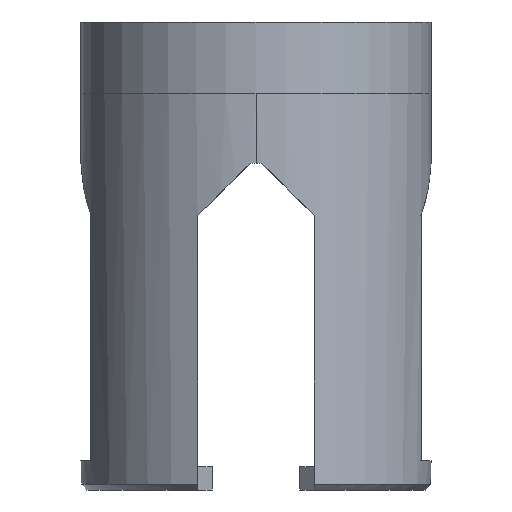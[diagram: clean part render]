
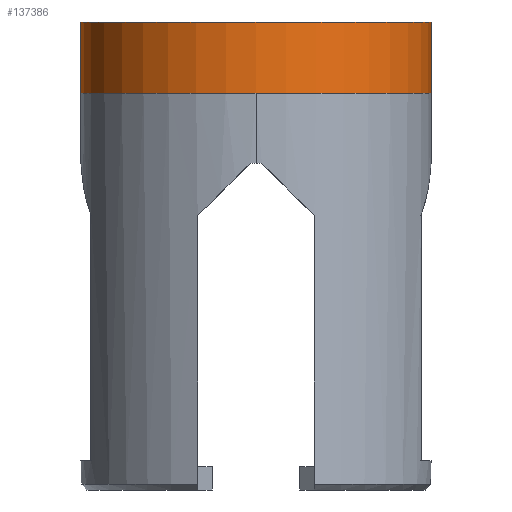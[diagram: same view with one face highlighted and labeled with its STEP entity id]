
A CAD part, left-side view. The second image highlights one B-rep face of the part: STEP entity #137386.
In plain terms, the highlighted cylindrical face has radius 38.1 mm (diameter 76.2 mm), a partial arc.
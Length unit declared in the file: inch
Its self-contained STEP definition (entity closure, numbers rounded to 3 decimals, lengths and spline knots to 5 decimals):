
#376 = LINE ( 'NONE', #133815, #80642 ) ;
#8876 = ORIENTED_EDGE ( 'NONE', *, *, #81778, .F. ) ;
#14339 = CYLINDRICAL_SURFACE ( 'NONE', #132892, 1.5 ) ;
#19349 = CIRCLE ( 'NONE', #23995, 1.5 ) ;
#19831 = EDGE_LOOP ( 'NONE', ( #67015, #29320, #77972, #8876 ) ) ;
#23995 = AXIS2_PLACEMENT_3D ( 'NONE', #112431, #70331, #134210 ) ;
#29320 = ORIENTED_EDGE ( 'NONE', *, *, #35358, .T. ) ;
#35358 = EDGE_CURVE ( 'NONE', #105505, #87539, #52404, .T. ) ;
#41288 = CIRCLE ( 'NONE', #52776, 1.5 ) ;
#50014 = VERTEX_POINT ( 'NONE', #78107 ) ;
#50771 = VERTEX_POINT ( 'NONE', #118979 ) ;
#52404 = LINE ( 'NONE', #85028, #132833 ) ;
#52776 = AXIS2_PLACEMENT_3D ( 'NONE', #128627, #61224, #125794 ) ;
#55452 = EDGE_CURVE ( 'NONE', #87539, #50014, #41288, .T. ) ;
#61224 = DIRECTION ( 'NONE',  ( 0., 0., 1. ) ) ;
#67015 = ORIENTED_EDGE ( 'NONE', *, *, #101952, .F. ) ;
#70331 = DIRECTION ( 'NONE',  ( 0., 0., 1. ) ) ;
#77972 = ORIENTED_EDGE ( 'NONE', *, *, #55452, .T. ) ;
#78107 = CARTESIAN_POINT ( 'NONE',  ( 0., -1.5, 3.4 ) ) ;
#80642 = VECTOR ( 'NONE', #134525, 39.37008 ) ;
#81778 = EDGE_CURVE ( 'NONE', #50771, #50014, #376, .T. ) ;
#82640 = CARTESIAN_POINT ( 'NONE',  ( 0., 1.5, 4.01 ) ) ;
#85028 = CARTESIAN_POINT ( 'NONE',  ( 0., 1.5, 4.01 ) ) ;
#87539 = VERTEX_POINT ( 'NONE', #96443 ) ;
#91201 = FACE_OUTER_BOUND ( 'NONE', #19831, .T. ) ;
#92624 = DIRECTION ( 'NONE',  ( 0., 0., -1. ) ) ;
#96443 = CARTESIAN_POINT ( 'NONE',  ( 0., 1.5, 3.4 ) ) ;
#101952 = EDGE_CURVE ( 'NONE', #105505, #50771, #19349, .T. ) ;
#102072 = DIRECTION ( 'NONE',  ( 0., -1., 0. ) ) ;
#105505 = VERTEX_POINT ( 'NONE', #82640 ) ;
#112431 = CARTESIAN_POINT ( 'NONE',  ( 0., 0., 4.01 ) ) ;
#118979 = CARTESIAN_POINT ( 'NONE',  ( 0., -1.5, 4.01 ) ) ;
#125794 = DIRECTION ( 'NONE',  ( 0., 1., 0. ) ) ;
#128627 = CARTESIAN_POINT ( 'NONE',  ( 0., 0., 3.4 ) ) ;
#129291 = DIRECTION ( 'NONE',  ( 0., 0., -1. ) ) ;
#132833 = VECTOR ( 'NONE', #129291, 39.37008 ) ;
#132892 = AXIS2_PLACEMENT_3D ( 'NONE', #134030, #92624, #102072 ) ;
#133815 = CARTESIAN_POINT ( 'NONE',  ( 0., -1.5, 4.01 ) ) ;
#134030 = CARTESIAN_POINT ( 'NONE',  ( 0., 0., 4.01 ) ) ;
#134210 = DIRECTION ( 'NONE',  ( 0., 1., 0. ) ) ;
#134525 = DIRECTION ( 'NONE',  ( 0., 0., -1. ) ) ;
#137386 = ADVANCED_FACE ( 'NONE', ( #91201 ), #14339, .T. ) ;
